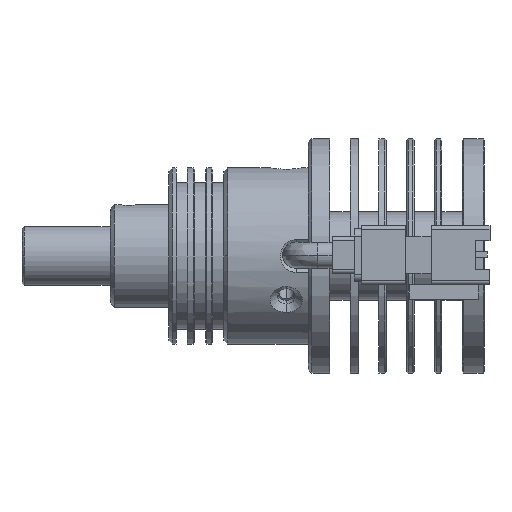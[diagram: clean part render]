
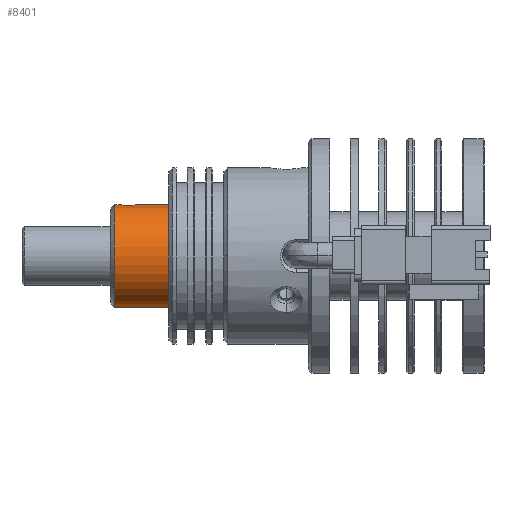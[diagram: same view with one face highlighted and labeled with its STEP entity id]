
A CAD part, left-side view. The second image highlights one B-rep face of the part: STEP entity #8401.
In plain terms, the highlighted cylindrical face has radius 7 mm (diameter 14 mm), a partial arc.
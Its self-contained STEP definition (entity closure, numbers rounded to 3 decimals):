
#496 = CARTESIAN_POINT ( 'NONE',  ( 1.358, 8.455, -2.28 ) ) ;
#669 = LINE ( 'NONE', #9568, #4272 ) ;
#727 = DIRECTION ( 'NONE',  ( 0., 0., -1. ) ) ;
#939 = CARTESIAN_POINT ( 'NONE',  ( 2.575, 10.035, -2.174 ) ) ;
#950 = VERTEX_POINT ( 'NONE', #962 ) ;
#962 = CARTESIAN_POINT ( 'NONE',  ( 1.325, 8.785, -2.287 ) ) ;
#1062 = CARTESIAN_POINT ( 'NONE',  ( 2.575, 10.685, -2.174 ) ) ;
#1114 = CARTESIAN_POINT ( 'NONE',  ( 2.575, 10.685, -9.174 ) ) ;
#1629 = CARTESIAN_POINT ( 'NONE',  ( 2.575, 3.285, -2.174 ) ) ;
#2017 = CARTESIAN_POINT ( 'NONE',  ( 1.325, 8.785, -2.287 ) ) ;
#2142 = B_SPLINE_CURVE_WITH_KNOTS ( 'NONE', 3,
 ( #10614, #19802, #13678, #4479, #15218, #6043, #16733, #7578, #18293, #9134 ),
 .UNSPECIFIED., .F., .F.,
 ( 4, 2, 2, 2, 4 ),
 ( 0.002, 0.002, 0.003, 0.003, 0.004 ),
 .UNSPECIFIED. ) ;
#2473 = LINE ( 'NONE', #10456, #14222 ) ;
#2586 = VECTOR ( 'NONE', #14967, 1000. ) ;
#2649 = DIRECTION ( 'NONE',  ( 0., 0., -1. ) ) ;
#2679 = CYLINDRICAL_SURFACE ( 'NONE', #5207, 7. ) ;
#2726 = DIRECTION ( 'NONE',  ( 0., -1., 0. ) ) ;
#3444 = DIRECTION ( 'NONE',  ( 0., -1., 0. ) ) ;
#4272 = VECTOR ( 'NONE', #3444, 1000. ) ;
#4479 = CARTESIAN_POINT ( 'NONE',  ( 1.483, 9.415, -2.259 ) ) ;
#4547 = ORIENTED_EDGE ( 'NONE', *, *, #13134, .T. ) ;
#4581 = ORIENTED_EDGE ( 'NONE', *, *, #16041, .T. ) ;
#5063 = CARTESIAN_POINT ( 'NONE',  ( 2.41, 7.535, -2.174 ) ) ;
#5207 = AXIS2_PLACEMENT_3D ( 'NONE', #9931, #14469, #727 ) ;
#5263 = EDGE_CURVE ( 'NONE', #17076, #16333, #2473, .T. ) ;
#6043 = CARTESIAN_POINT ( 'NONE',  ( 1.806, 9.784, -2.215 ) ) ;
#6062 = ORIENTED_EDGE ( 'NONE', *, *, #5263, .F. ) ;
#6126 = CARTESIAN_POINT ( 'NONE',  ( 2.575, 3.285, -9.174 ) ) ;
#6216 = CARTESIAN_POINT ( 'NONE',  ( 2.575, 7.535, -2.174 ) ) ;
#6306 = ORIENTED_EDGE ( 'NONE', *, *, #11858, .T. ) ;
#6607 = CARTESIAN_POINT ( 'NONE',  ( 2.247, 7.568, -2.18 ) ) ;
#7382 = CARTESIAN_POINT ( 'NONE',  ( 2.575, -38.965, -16.174 ) ) ;
#7578 = CARTESIAN_POINT ( 'NONE',  ( 2.245, 10.002, -2.18 ) ) ;
#7668 = DIRECTION ( 'NONE',  ( 0., 0., -1. ) ) ;
#8132 = CARTESIAN_POINT ( 'NONE',  ( 1.806, 7.786, -2.215 ) ) ;
#8313 = VERTEX_POINT ( 'NONE', #6216 ) ;
#8401 = ADVANCED_FACE ( 'NONE', ( #12271 ), #2679, .T. ) ;
#9134 = CARTESIAN_POINT ( 'NONE',  ( 2.575, 10.035, -2.174 ) ) ;
#9548 = EDGE_CURVE ( 'NONE', #11595, #19408, #14329, .T. ) ;
#9568 = CARTESIAN_POINT ( 'NONE',  ( 2.575, -38.965, -2.174 ) ) ;
#9704 = CARTESIAN_POINT ( 'NONE',  ( 1.483, 8.155, -2.259 ) ) ;
#9931 = CARTESIAN_POINT ( 'NONE',  ( 2.575, -38.965, -9.174 ) ) ;
#10456 = CARTESIAN_POINT ( 'NONE',  ( 2.575, -38.965, -2.174 ) ) ;
#10614 = CARTESIAN_POINT ( 'NONE',  ( 1.325, 8.785, -2.287 ) ) ;
#11235 = CARTESIAN_POINT ( 'NONE',  ( 1.325, 8.62, -2.287 ) ) ;
#11394 = VERTEX_POINT ( 'NONE', #1629 ) ;
#11595 = VERTEX_POINT ( 'NONE', #14596 ) ;
#11696 = EDGE_CURVE ( 'NONE', #17076, #11595, #13163, .T. ) ;
#11858 = EDGE_CURVE ( 'NONE', #19408, #11394, #15063, .T. ) ;
#11863 = DIRECTION ( 'NONE',  ( 0., -1., 0. ) ) ;
#12271 = FACE_OUTER_BOUND ( 'NONE', #12706, .T. ) ;
#12706 = EDGE_LOOP ( 'NONE', ( #6062, #15625, #15601, #6306, #16866, #4547, #4581 ) ) ;
#13120 = B_SPLINE_CURVE_WITH_KNOTS ( 'NONE', 3,
 ( #15776, #5063, #6607, #17317, #8132, #18875, #9704, #496, #11235, #2017 ),
 .UNSPECIFIED., .F., .F.,
 ( 4, 2, 2, 2, 4 ),
 ( 0., 0., 0.001, 0.001, 0.002 ),
 .UNSPECIFIED. ) ;
#13134 = EDGE_CURVE ( 'NONE', #8313, #950, #13120, .T. ) ;
#13163 = CIRCLE ( 'NONE', #17877, 7. ) ;
#13678 = CARTESIAN_POINT ( 'NONE',  ( 1.358, 9.113, -2.28 ) ) ;
#14222 = VECTOR ( 'NONE', #2726, 1000. ) ;
#14329 = LINE ( 'NONE', #7382, #2586 ) ;
#14469 = DIRECTION ( 'NONE',  ( 0., -1., 0. ) ) ;
#14596 = CARTESIAN_POINT ( 'NONE',  ( 2.575, 10.685, -16.174 ) ) ;
#14967 = DIRECTION ( 'NONE',  ( 0., -1., 0. ) ) ;
#15063 = CIRCLE ( 'NONE', #18504, 7. ) ;
#15218 = CARTESIAN_POINT ( 'NONE',  ( 1.576, 9.554, -2.245 ) ) ;
#15601 = ORIENTED_EDGE ( 'NONE', *, *, #9548, .T. ) ;
#15625 = ORIENTED_EDGE ( 'NONE', *, *, #11696, .T. ) ;
#15776 = CARTESIAN_POINT ( 'NONE',  ( 2.575, 7.535, -2.174 ) ) ;
#16041 = EDGE_CURVE ( 'NONE', #950, #16333, #2142, .T. ) ;
#16333 = VERTEX_POINT ( 'NONE', #939 ) ;
#16733 = CARTESIAN_POINT ( 'NONE',  ( 1.945, 9.877, -2.201 ) ) ;
#16827 = DIRECTION ( 'NONE',  ( 0., 1., 0. ) ) ;
#16866 = ORIENTED_EDGE ( 'NONE', *, *, #19037, .F. ) ;
#17016 = CARTESIAN_POINT ( 'NONE',  ( 2.575, 3.285, -16.174 ) ) ;
#17076 = VERTEX_POINT ( 'NONE', #1062 ) ;
#17317 = CARTESIAN_POINT ( 'NONE',  ( 1.945, 7.693, -2.201 ) ) ;
#17877 = AXIS2_PLACEMENT_3D ( 'NONE', #1114, #11863, #2649 ) ;
#18293 = CARTESIAN_POINT ( 'NONE',  ( 2.41, 10.035, -2.174 ) ) ;
#18504 = AXIS2_PLACEMENT_3D ( 'NONE', #6126, #16827, #7668 ) ;
#18875 = CARTESIAN_POINT ( 'NONE',  ( 1.576, 8.016, -2.245 ) ) ;
#19037 = EDGE_CURVE ( 'NONE', #8313, #11394, #669, .T. ) ;
#19408 = VERTEX_POINT ( 'NONE', #17016 ) ;
#19802 = CARTESIAN_POINT ( 'NONE',  ( 1.325, 8.95, -2.287 ) ) ;
